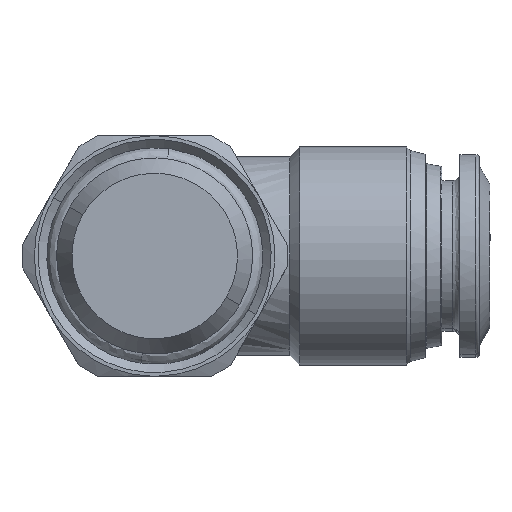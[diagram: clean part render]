
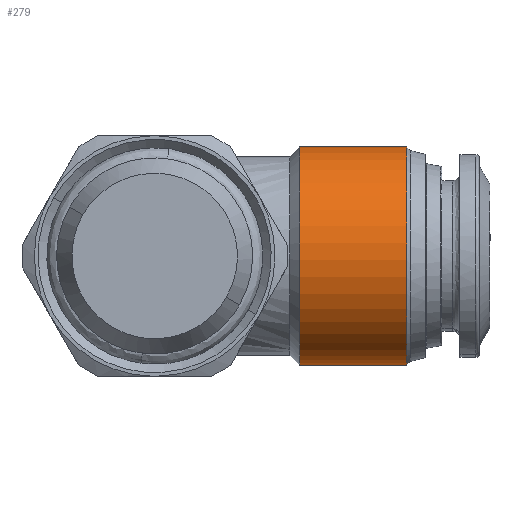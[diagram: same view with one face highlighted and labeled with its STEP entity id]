
A CAD part, front view. The second image highlights one B-rep face of the part: STEP entity #279.
In plain terms, the highlighted free-form (B-spline) face has degree [1, 3] with [2, 4] control points.
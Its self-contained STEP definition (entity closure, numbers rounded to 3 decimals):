
#78 = CARTESIAN_POINT ( 'NONE',  ( 16.802, 0.015, -7.272 ) ) ;
#279 = ADVANCED_FACE ( 'NONE', ( #3989 ), #6457, .F. ) ;
#378 = CARTESIAN_POINT ( 'NONE',  ( 9.662, 0.015, 7.272 ) ) ;
#453 = EDGE_CURVE ( 'NONE', #1134, #5682, #4799, .T. ) ;
#596 = CARTESIAN_POINT ( 'NONE',  ( 16.802, 0.015, 7.272 ) ) ;
#714 = CARTESIAN_POINT ( 'NONE',  ( 16.802, 0.015, 7.272 ) ) ;
#757 = ORIENTED_EDGE ( 'NONE', *, *, #4866, .T. ) ;
#979 = ORIENTED_EDGE ( 'NONE', *, *, #1518, .F. ) ;
#1015 =( BOUNDED_CURVE ( )  B_SPLINE_CURVE ( 3, ( #1756, #5583, #5124, #2415 ),
 .UNSPECIFIED., .F., .F. ) 
 B_SPLINE_CURVE_WITH_KNOTS ( ( 4, 4 ),
 ( -3.142, 0. ),
 .UNSPECIFIED. ) 
 CURVE ( )  GEOMETRIC_REPRESENTATION_ITEM ( )  RATIONAL_B_SPLINE_CURVE ( ( 1., 0.333, 0.333, 1. ) ) 
 REPRESENTATION_ITEM ( '' )  );
#1134 = VERTEX_POINT ( 'NONE', #4568 ) ;
#1397 = EDGE_CURVE ( 'NONE', #2693, #1134, #6544, .T. ) ;
#1518 = EDGE_CURVE ( 'NONE', #1667, #2693, #4028, .T. ) ;
#1667 = VERTEX_POINT ( 'NONE', #3859 ) ;
#1756 = CARTESIAN_POINT ( 'NONE',  ( 9.662, 0.015, 7.272 ) ) ;
#2415 = CARTESIAN_POINT ( 'NONE',  ( 9.662, 0.015, -7.272 ) ) ;
#2567 = CARTESIAN_POINT ( 'NONE',  ( 16.802, 0.015, 7.272 ) ) ;
#2623 = EDGE_LOOP ( 'NONE', ( #4252, #979, #757, #4208 ) ) ;
#2693 = VERTEX_POINT ( 'NONE', #3910 ) ;
#2777 = CARTESIAN_POINT ( 'NONE',  ( 16.802, -14.528, -7.272 ) ) ;
#2906 = CARTESIAN_POINT ( 'NONE',  ( 16.802, 0.015, -7.272 ) ) ;
#3279 = CARTESIAN_POINT ( 'NONE',  ( 16.802, -14.528, 7.272 ) ) ;
#3859 = CARTESIAN_POINT ( 'NONE',  ( 9.662, 0.015, 7.272 ) ) ;
#3890 = CARTESIAN_POINT ( 'NONE',  ( 9.662, 0.015, 7.272 ) ) ;
#3910 = CARTESIAN_POINT ( 'NONE',  ( 16.802, 0.015, 7.272 ) ) ;
#3989 = FACE_OUTER_BOUND ( 'NONE', #2623, .T. ) ;
#4028 = B_SPLINE_CURVE_WITH_KNOTS ( 'NONE', 1,
 ( #378, #2567 ),
 .UNSPECIFIED., .F., .F.,
 ( 2, 2 ),
 ( -1., 0. ),
 .UNSPECIFIED. ) ;
#4208 = ORIENTED_EDGE ( 'NONE', *, *, #453, .F. ) ;
#4252 = ORIENTED_EDGE ( 'NONE', *, *, #1397, .F. ) ;
#4474 = CARTESIAN_POINT ( 'NONE',  ( 9.662, -14.528, -7.272 ) ) ;
#4568 = CARTESIAN_POINT ( 'NONE',  ( 16.802, 0.015, -7.272 ) ) ;
#4650 = CARTESIAN_POINT ( 'NONE',  ( 16.802, 0.015, -7.272 ) ) ;
#4799 = B_SPLINE_CURVE_WITH_KNOTS ( 'NONE', 1,
 ( #4650, #5288 ),
 .UNSPECIFIED., .F., .F.,
 ( 2, 2 ),
 ( -1., 0. ),
 .UNSPECIFIED. ) ;
#4866 = EDGE_CURVE ( 'NONE', #1667, #5682, #1015, .T. ) ;
#5124 = CARTESIAN_POINT ( 'NONE',  ( 9.662, -14.528, -7.272 ) ) ;
#5246 = CARTESIAN_POINT ( 'NONE',  ( 9.662, 0.015, -7.272 ) ) ;
#5288 = CARTESIAN_POINT ( 'NONE',  ( 9.662, 0.015, -7.272 ) ) ;
#5529 = CARTESIAN_POINT ( 'NONE',  ( 16.802, -14.528, 7.272 ) ) ;
#5569 = CARTESIAN_POINT ( 'NONE',  ( 9.662, -14.528, 7.272 ) ) ;
#5583 = CARTESIAN_POINT ( 'NONE',  ( 9.662, -14.528, 7.272 ) ) ;
#5682 = VERTEX_POINT ( 'NONE', #5246 ) ;
#6064 = CARTESIAN_POINT ( 'NONE',  ( 16.802, -14.528, -7.272 ) ) ;
#6085 = CARTESIAN_POINT ( 'NONE',  ( 9.662, 0.015, -7.272 ) ) ;
#6457 =( BOUNDED_SURFACE ( )  B_SPLINE_SURFACE ( 1, 3, ( 
 ( #2906, #6064, #5529, #714 ),
 ( #6085, #4474, #5569, #3890 ) ),
 .UNSPECIFIED., .F., .F., .F. ) 
 B_SPLINE_SURFACE_WITH_KNOTS ( ( 2, 2 ),
 ( 4, 4 ),
 ( 0., 1. ),
 ( 0., 1. ),
 .UNSPECIFIED. ) 
 GEOMETRIC_REPRESENTATION_ITEM ( )  RATIONAL_B_SPLINE_SURFACE ( (
 ( 1., 0.333, 0.333, 1.),
 ( 1., 0.333, 0.333, 1.) ) ) 
 REPRESENTATION_ITEM ( '' )  SURFACE ( )  );
#6544 =( BOUNDED_CURVE ( )  B_SPLINE_CURVE ( 3, ( #596, #3279, #2777, #78 ),
 .UNSPECIFIED., .F., .F. ) 
 B_SPLINE_CURVE_WITH_KNOTS ( ( 4, 4 ),
 ( -3.142, 0. ),
 .UNSPECIFIED. ) 
 CURVE ( )  GEOMETRIC_REPRESENTATION_ITEM ( )  RATIONAL_B_SPLINE_CURVE ( ( 1., 0.333, 0.333, 1. ) ) 
 REPRESENTATION_ITEM ( '' )  );
